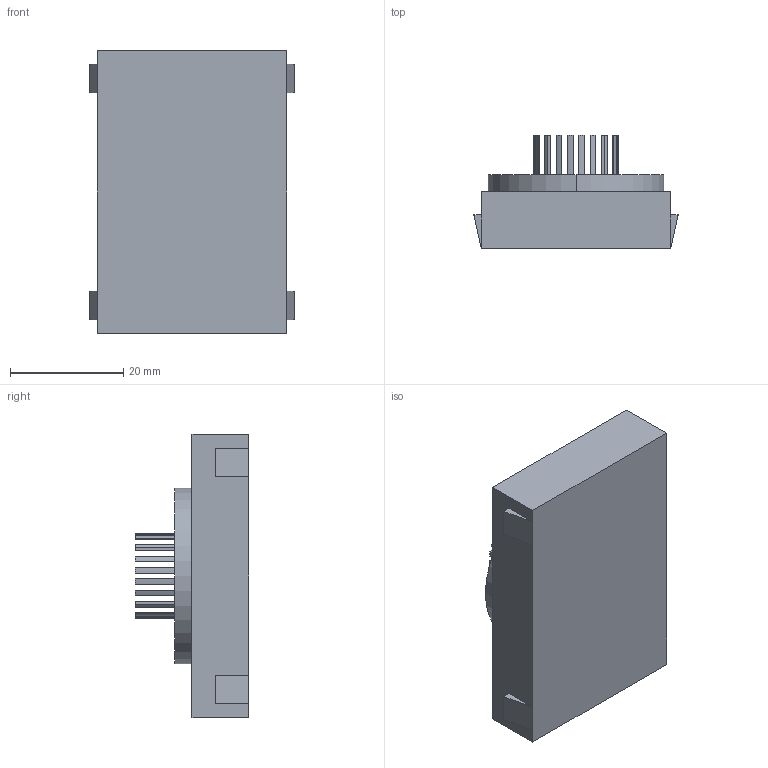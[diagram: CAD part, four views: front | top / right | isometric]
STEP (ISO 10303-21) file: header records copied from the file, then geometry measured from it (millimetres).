
FILE_DESCRIPTION (( 'STEP AP214' ), '1' );
FILE_NAME ('7750028', '2019-02-01T13:52:19', ( '' ), ('JUGARD+KÜNSTNER GmbH'), 'SwSTEP 2.0', 'SolidWorks 2017', '' );
FILE_SCHEMA (( 'AUTOMOTIVE_DESIGN' ));
Length unit declared in the file: millimetre
Products named in the file (1): 7750028_CNAJF00
Bounding box: 36 x 20 x 50 mm (x, y, z)
Volume: 19363.3 mm3; surface area: 6732.9 mm2
Topology: 1 solids, 1 shells, 289 faces, 694 edges, 460 vertices
Faces by surface type: plane 267, cylinder 22
Entity records: 11461 total; most frequent: CARTESIAN_POINT 1444, ORIENTED_EDGE 1388, DIRECTION 1318, EDGE_CURVE 694, VECTOR 650, LINE 650, VERTEX_POINT 460, EDGE_LOOP 342
